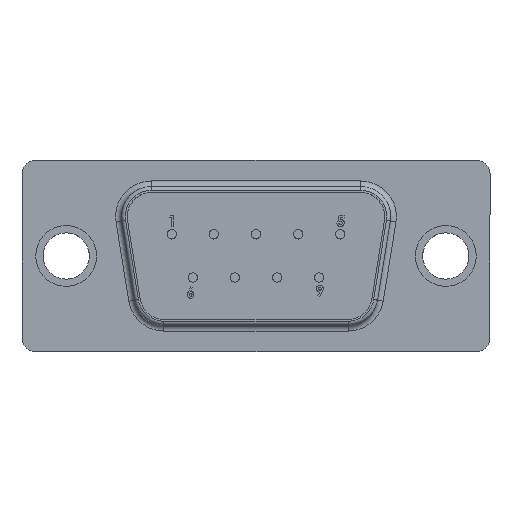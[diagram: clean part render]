
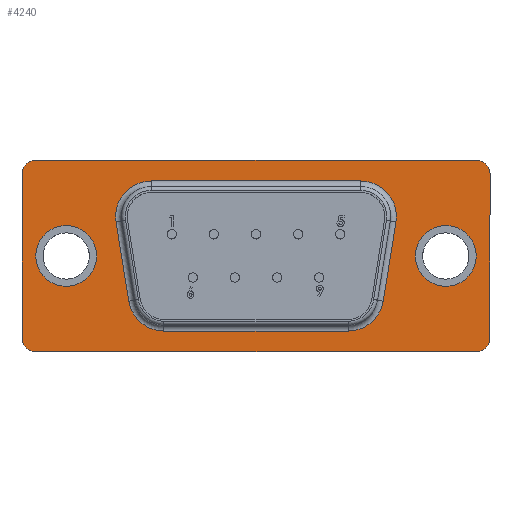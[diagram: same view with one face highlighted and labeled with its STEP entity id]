
A CAD part, top view. The second image highlights one B-rep face of the part: STEP entity #4240.
In plain terms, the highlighted planar face has unit normal (0, 0, 1).
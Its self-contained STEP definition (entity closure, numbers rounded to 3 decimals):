
#2872=CARTESIAN_POINT('',(-10.973,0.,5.676));
#2873=VERTEX_POINT('',#2872);
#2889=CARTESIAN_POINT('',(-14.021,0.,5.676));
#2890=VERTEX_POINT('',#2889);
#2897=CARTESIAN_POINT('',(-12.497,0.,5.676));
#2898=DIRECTION('',(0.0,0.0,1.0));
#2899=DIRECTION('',(1.0,0.0,0.0));
#2900=AXIS2_PLACEMENT_3D('',#2897,#2898,#2899);
#2901=CIRCLE('',#2900,1.524);
#2902=EDGE_CURVE('',#2890,#2873,#2901,.T.);
#2914=CARTESIAN_POINT('',(14.021,0.,5.676));
#2915=VERTEX_POINT('',#2914);
#2931=CARTESIAN_POINT('',(10.973,0.,5.676));
#2932=VERTEX_POINT('',#2931);
#2939=CARTESIAN_POINT('',(12.497,0.,5.676));
#2940=DIRECTION('',(0.0,0.0,1.0));
#2941=DIRECTION('',(1.0,0.0,0.0));
#2942=AXIS2_PLACEMENT_3D('',#2939,#2940,#2941);
#2943=CIRCLE('',#2942,1.524);
#2944=EDGE_CURVE('',#2932,#2915,#2943,.T.);
#3119=CARTESIAN_POINT('',(9.211,2.232,5.676));
#3120=VERTEX_POINT('',#3119);
#3128=CARTESIAN_POINT('',(6.903,4.94,5.676));
#3129=VERTEX_POINT('',#3128);
#3130=CARTESIAN_POINT('',(6.903,2.604,5.676));
#3131=DIRECTION('',(0.0,0.0,-1.0));
#3132=DIRECTION('',(1.0,0.0,0.0));
#3133=AXIS2_PLACEMENT_3D('',#3130,#3131,#3132);
#3134=CIRCLE('',#3133,2.337);
#3135=EDGE_CURVE('',#3129,#3120,#3134,.T.);
#3271=CARTESIAN_POINT('',(12.497,0.,5.676));
#3272=DIRECTION('',(0.0,0.0,1.0));
#3273=DIRECTION('',(1.0,0.0,0.0));
#3274=AXIS2_PLACEMENT_3D('',#3271,#3272,#3273);
#3275=CIRCLE('',#3274,1.524);
#3276=EDGE_CURVE('',#2915,#2932,#3275,.T.);
#3295=CARTESIAN_POINT('',(-12.497,0.,5.676));
#3296=DIRECTION('',(0.0,0.0,1.0));
#3297=DIRECTION('',(1.0,0.0,0.0));
#3298=AXIS2_PLACEMENT_3D('',#3295,#3296,#3297);
#3299=CIRCLE('',#3298,1.524);
#3300=EDGE_CURVE('',#2873,#2890,#3299,.T.);
#4097=CARTESIAN_POINT('',(-16.946,-6.929,5.676));
#4098=DIRECTION('',(0.0,0.0,1.0));
#4099=DIRECTION('',(1.0,0.0,0.0));
#4100=AXIS2_PLACEMENT_3D('',#4097,#4098,#4099);
#4101=PLANE('',#4100);
#4102=CARTESIAN_POINT('',(14.516,6.299,5.676));
#4103=VERTEX_POINT('',#4102);
#4104=CARTESIAN_POINT('',(-14.516,6.299,5.676));
#4105=VERTEX_POINT('',#4104);
#4106=CARTESIAN_POINT('',(14.516,6.299,5.676));
#4107=DIRECTION('',(-1.0,0.0,0.0));
#4108=VECTOR('',#4107,29.032);
#4109=LINE('',#4106,#4108);
#4110=EDGE_CURVE('',#4103,#4105,#4109,.T.);
#4111=ORIENTED_EDGE('',*,*,#4110,.T.);
#4112=CARTESIAN_POINT('',(-15.405,5.41,5.676));
#4113=VERTEX_POINT('',#4112);
#4114=CARTESIAN_POINT('',(-14.516,5.41,5.676));
#4115=DIRECTION('',(0.0,0.0,1.0));
#4116=DIRECTION('',(1.0,0.0,0.0));
#4117=AXIS2_PLACEMENT_3D('',#4114,#4115,#4116);
#4118=CIRCLE('',#4117,0.889);
#4119=EDGE_CURVE('',#4105,#4113,#4118,.T.);
#4120=ORIENTED_EDGE('',*,*,#4119,.T.);
#4121=CARTESIAN_POINT('',(-15.405,-5.41,5.676));
#4122=VERTEX_POINT('',#4121);
#4123=CARTESIAN_POINT('',(-15.405,5.41,5.676));
#4124=DIRECTION('',(0.0,-1.0,0.0));
#4125=VECTOR('',#4124,10.82);
#4126=LINE('',#4123,#4125);
#4127=EDGE_CURVE('',#4113,#4122,#4126,.T.);
#4128=ORIENTED_EDGE('',*,*,#4127,.T.);
#4129=CARTESIAN_POINT('',(-14.516,-6.299,5.676));
#4130=VERTEX_POINT('',#4129);
#4131=CARTESIAN_POINT('',(-14.516,-5.41,5.676));
#4132=DIRECTION('',(0.0,0.0,1.0));
#4133=DIRECTION('',(1.0,0.0,0.0));
#4134=AXIS2_PLACEMENT_3D('',#4131,#4132,#4133);
#4135=CIRCLE('',#4134,0.889);
#4136=EDGE_CURVE('',#4122,#4130,#4135,.T.);
#4137=ORIENTED_EDGE('',*,*,#4136,.T.);
#4138=CARTESIAN_POINT('',(14.516,-6.299,5.676));
#4139=VERTEX_POINT('',#4138);
#4140=CARTESIAN_POINT('',(-14.516,-6.299,5.676));
#4141=DIRECTION('',(1.0,0.0,0.0));
#4142=VECTOR('',#4141,29.032);
#4143=LINE('',#4140,#4142);
#4144=EDGE_CURVE('',#4130,#4139,#4143,.T.);
#4145=ORIENTED_EDGE('',*,*,#4144,.T.);
#4146=CARTESIAN_POINT('',(15.405,-5.41,5.676));
#4147=VERTEX_POINT('',#4146);
#4148=CARTESIAN_POINT('',(14.516,-5.41,5.676));
#4149=DIRECTION('',(0.0,0.0,1.0));
#4150=DIRECTION('',(1.0,0.0,0.0));
#4151=AXIS2_PLACEMENT_3D('',#4148,#4149,#4150);
#4152=CIRCLE('',#4151,0.889);
#4153=EDGE_CURVE('',#4139,#4147,#4152,.T.);
#4154=ORIENTED_EDGE('',*,*,#4153,.T.);
#4155=CARTESIAN_POINT('',(15.405,5.41,5.676));
#4156=VERTEX_POINT('',#4155);
#4157=CARTESIAN_POINT('',(15.405,-5.41,5.676));
#4158=DIRECTION('',(0.0,1.0,0.0));
#4159=VECTOR('',#4158,10.82);
#4160=LINE('',#4157,#4159);
#4161=EDGE_CURVE('',#4147,#4156,#4160,.T.);
#4162=ORIENTED_EDGE('',*,*,#4161,.T.);
#4163=CARTESIAN_POINT('',(14.516,5.41,5.676));
#4164=DIRECTION('',(0.0,0.0,1.0));
#4165=DIRECTION('',(1.0,0.0,0.0));
#4166=AXIS2_PLACEMENT_3D('',#4163,#4164,#4165);
#4167=CIRCLE('',#4166,0.889);
#4168=EDGE_CURVE('',#4156,#4103,#4167,.T.);
#4169=ORIENTED_EDGE('',*,*,#4168,.T.);
#4170=EDGE_LOOP('',(#4111,#4120,#4128,#4137,#4145,#4154,#4162,#4169));
#4171=FACE_OUTER_BOUND('',#4170,.T.);
#4172=ORIENTED_EDGE('',*,*,#3276,.F.);
#4173=ORIENTED_EDGE('',*,*,#2944,.F.);
#4174=EDGE_LOOP('',(#4172,#4173));
#4175=FACE_BOUND('',#4174,.T.);
#4176=ORIENTED_EDGE('',*,*,#3300,.F.);
#4177=ORIENTED_EDGE('',*,*,#2902,.F.);
#4178=EDGE_LOOP('',(#4176,#4177));
#4179=FACE_BOUND('',#4178,.T.);
#4180=ORIENTED_EDGE('',*,*,#3135,.T.);
#4181=CARTESIAN_POINT('',(8.372,-2.975,5.676));
#4182=VERTEX_POINT('',#4181);
#4183=CARTESIAN_POINT('',(9.211,2.232,5.676));
#4184=DIRECTION('',(-0.159,-0.987,0.0));
#4185=VECTOR('',#4184,5.274);
#4186=LINE('',#4183,#4185);
#4187=EDGE_CURVE('',#3120,#4182,#4186,.T.);
#4188=ORIENTED_EDGE('',*,*,#4187,.T.);
#4189=CARTESIAN_POINT('',(6.065,-4.94,5.676));
#4190=VERTEX_POINT('',#4189);
#4191=CARTESIAN_POINT('',(6.065,-2.604,5.676));
#4192=DIRECTION('',(0.0,0.0,-1.0));
#4193=DIRECTION('',(1.0,0.0,0.0));
#4194=AXIS2_PLACEMENT_3D('',#4191,#4192,#4193);
#4195=CIRCLE('',#4194,2.337);
#4196=EDGE_CURVE('',#4182,#4190,#4195,.T.);
#4197=ORIENTED_EDGE('',*,*,#4196,.T.);
#4198=CARTESIAN_POINT('',(-6.065,-4.94,5.676));
#4199=VERTEX_POINT('',#4198);
#4200=CARTESIAN_POINT('',(6.065,-4.94,5.676));
#4201=DIRECTION('',(-1.0,0.0,0.0));
#4202=VECTOR('',#4201,12.13);
#4203=LINE('',#4200,#4202);
#4204=EDGE_CURVE('',#4190,#4199,#4203,.T.);
#4205=ORIENTED_EDGE('',*,*,#4204,.T.);
#4206=CARTESIAN_POINT('',(-8.372,-2.975,5.676));
#4207=VERTEX_POINT('',#4206);
#4208=CARTESIAN_POINT('',(-6.065,-2.604,5.676));
#4209=DIRECTION('',(0.0,0.0,-1.0));
#4210=DIRECTION('',(1.0,0.0,0.0));
#4211=AXIS2_PLACEMENT_3D('',#4208,#4209,#4210);
#4212=CIRCLE('',#4211,2.337);
#4213=EDGE_CURVE('',#4199,#4207,#4212,.T.);
#4214=ORIENTED_EDGE('',*,*,#4213,.T.);
#4215=CARTESIAN_POINT('',(-9.211,2.232,5.676));
#4216=VERTEX_POINT('',#4215);
#4217=CARTESIAN_POINT('',(-8.372,-2.975,5.676));
#4218=DIRECTION('',(-0.159,0.987,0.0));
#4219=VECTOR('',#4218,5.274);
#4220=LINE('',#4217,#4219);
#4221=EDGE_CURVE('',#4207,#4216,#4220,.T.);
#4222=ORIENTED_EDGE('',*,*,#4221,.T.);
#4223=CARTESIAN_POINT('',(-6.903,4.94,5.676));
#4224=VERTEX_POINT('',#4223);
#4225=CARTESIAN_POINT('',(-6.903,2.604,5.676));
#4226=DIRECTION('',(0.0,0.0,-1.0));
#4227=DIRECTION('',(1.0,0.0,0.0));
#4228=AXIS2_PLACEMENT_3D('',#4225,#4226,#4227);
#4229=CIRCLE('',#4228,2.337);
#4230=EDGE_CURVE('',#4216,#4224,#4229,.T.);
#4231=ORIENTED_EDGE('',*,*,#4230,.T.);
#4232=CARTESIAN_POINT('',(-6.903,4.94,5.676));
#4233=DIRECTION('',(1.0,0.0,0.0));
#4234=VECTOR('',#4233,13.807);
#4235=LINE('',#4232,#4234);
#4236=EDGE_CURVE('',#4224,#3129,#4235,.T.);
#4237=ORIENTED_EDGE('',*,*,#4236,.T.);
#4238=EDGE_LOOP('',(#4180,#4188,#4197,#4205,#4214,#4222,#4231,#4237));
#4239=FACE_BOUND('',#4238,.T.);
#4240=ADVANCED_FACE('',(#4171,#4175,#4179,#4239),#4101,.T.);
